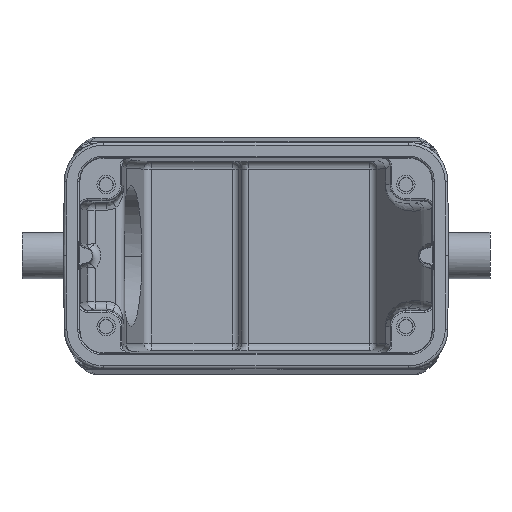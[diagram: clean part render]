
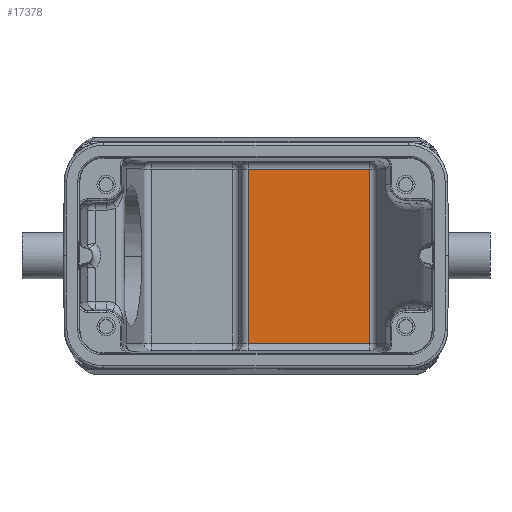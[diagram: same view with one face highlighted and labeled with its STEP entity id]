
A CAD part, top view. The second image highlights one B-rep face of the part: STEP entity #17378.
In plain terms, the highlighted planar face has unit normal (0, 0, 1).
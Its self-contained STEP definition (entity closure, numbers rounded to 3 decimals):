
#1991=DIRECTION('',(1.,0.,0.));
#1992=VECTOR('',#1991,23.067);
#1993=CARTESIAN_POINT('',(-1.493,-16.546,
-65.));
#1994=LINE('',#1993,#1992);
#1998=DIRECTION('',(0.,1.,0.));
#1999=VECTOR('',#1998,33.092);
#2000=CARTESIAN_POINT('',(-1.493,-16.546,
-65.));
#2001=LINE('',#2000,#1999);
#2005=DIRECTION('',(-1.,0.,0.));
#2006=VECTOR('',#2005,23.067);
#2007=CARTESIAN_POINT('',(21.573,16.546,-65.));
#2008=LINE('',#2007,#2006);
#2012=DIRECTION('',(0.,-1.,0.));
#2013=VECTOR('',#2012,33.092);
#2014=CARTESIAN_POINT('',(21.573,16.546,-65.));
#2015=LINE('',#2014,#2013);
#2038=CARTESIAN_POINT('',(-1.493,-16.546,
-65.));
#14014=VERTEX_POINT('',#2038);
#14028=CARTESIAN_POINT('',(21.573,16.546,-65.));
#14030=VERTEX_POINT('',#14028);
#14061=CARTESIAN_POINT('',(21.573,-16.546,-65.));
#14062=VERTEX_POINT('',#14061);
#14067=CARTESIAN_POINT('',(-1.493,16.546,
-65.));
#14068=VERTEX_POINT('',#14067);
#17365=CARTESIAN_POINT('',(22.724,-18.6,-65.));
#17366=DIRECTION('',(0.,0.,-1.));
#17367=DIRECTION('',(-1.,0.,0.));
#17368=AXIS2_PLACEMENT_3D('',#17365,#17366,#17367);
#17369=PLANE('',#17368);
#17371=ORIENTED_EDGE('',*,*,#17370,.F.);
#17373=ORIENTED_EDGE('',*,*,#17372,.T.);
#17374=ORIENTED_EDGE('',*,*,#17356,.F.);
#17375=ORIENTED_EDGE('',*,*,#17332,.T.);
#17376=EDGE_LOOP('',(#17371,#17373,#17374,#17375));
#17377=FACE_OUTER_BOUND('',#17376,.F.);
#17332=EDGE_CURVE('',#14030,#14062,#2015,.T.);
#17356=EDGE_CURVE('',#14030,#14068,#2008,.T.);
#17370=EDGE_CURVE('',#14014,#14062,#1994,.T.);
#17372=EDGE_CURVE('',#14014,#14068,#2001,.T.);
#17378=ADVANCED_FACE('',(#17377),#17369,.F.);
